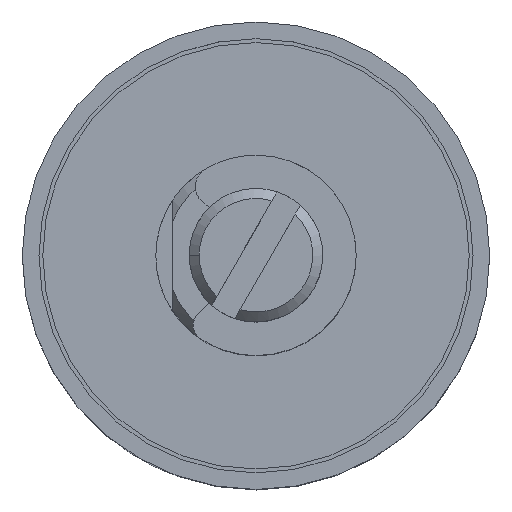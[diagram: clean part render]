
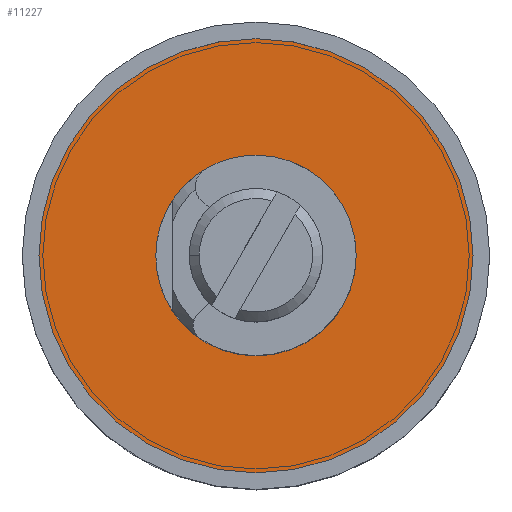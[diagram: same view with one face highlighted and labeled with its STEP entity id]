
A CAD part, top view. The second image highlights one B-rep face of the part: STEP entity #11227.
In plain terms, the highlighted planar face has unit normal (0, 0, 1).
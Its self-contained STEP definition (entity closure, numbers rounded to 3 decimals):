
#297 = AXIS2_PLACEMENT_3D ( 'NONE', #312, #7966, #1630 ) ;
#312 = CARTESIAN_POINT ( 'NONE',  ( 0., 0., 0.5 ) ) ;
#330 = EDGE_CURVE ( 'NONE', #11563, #7067, #1019, .T. ) ;
#588 = DIRECTION ( 'NONE',  ( 0., 0., -1. ) ) ;
#802 = CARTESIAN_POINT ( 'NONE',  ( 3., 0., 0.5 ) ) ;
#1019 = CIRCLE ( 'NONE', #6143, 6.5 ) ;
#1257 = AXIS2_PLACEMENT_3D ( 'NONE', #802, #2738, #4890 ) ;
#1338 = EDGE_CURVE ( 'NONE', #6380, #6748, #8709, .T. ) ;
#1630 = DIRECTION ( 'NONE',  ( 1., 0., 0. ) ) ;
#1784 = DIRECTION ( 'NONE',  ( 1., 0., 0. ) ) ;
#1925 = EDGE_CURVE ( 'NONE', #7067, #11563, #3540, .T. ) ;
#1981 = CARTESIAN_POINT ( 'NONE',  ( 0., 0., 0.5 ) ) ;
#2142 = ORIENTED_EDGE ( 'NONE', *, *, #1338, .T. ) ;
#2738 = DIRECTION ( 'NONE',  ( 0., 0., 1. ) ) ;
#2801 = DIRECTION ( 'NONE',  ( -1., 0., 0. ) ) ;
#2838 = CARTESIAN_POINT ( 'NONE',  ( 6.5, 0., 0.5 ) ) ;
#3049 = ORIENTED_EDGE ( 'NONE', *, *, #1925, .T. ) ;
#3380 = EDGE_LOOP ( 'NONE', ( #9894, #2142 ) ) ;
#3540 = CIRCLE ( 'NONE', #297, 6.5 ) ;
#3552 = CARTESIAN_POINT ( 'NONE',  ( -6.5, 0., 0.5 ) ) ;
#4376 = FACE_BOUND ( 'NONE', #3380, .T. ) ;
#4430 = EDGE_CURVE ( 'NONE', #6748, #6380, #4930, .T. ) ;
#4482 = AXIS2_PLACEMENT_3D ( 'NONE', #1981, #10427, #2801 ) ;
#4823 = ORIENTED_EDGE ( 'NONE', *, *, #330, .T. ) ;
#4890 = DIRECTION ( 'NONE',  ( 1., 0., 0. ) ) ;
#4930 = CIRCLE ( 'NONE', #5377, 3. ) ;
#5377 = AXIS2_PLACEMENT_3D ( 'NONE', #6389, #588, #10957 ) ;
#6143 = AXIS2_PLACEMENT_3D ( 'NONE', #10103, #9297, #1784 ) ;
#6380 = VERTEX_POINT ( 'NONE', #10559 ) ;
#6389 = CARTESIAN_POINT ( 'NONE',  ( 0., 0., 0.5 ) ) ;
#6748 = VERTEX_POINT ( 'NONE', #9833 ) ;
#7067 = VERTEX_POINT ( 'NONE', #2838 ) ;
#7966 = DIRECTION ( 'NONE',  ( 0., 0., 1. ) ) ;
#8362 = FACE_OUTER_BOUND ( 'NONE', #9705, .T. ) ;
#8425 = PLANE ( 'NONE',  #1257 ) ;
#8709 = CIRCLE ( 'NONE', #4482, 3. ) ;
#9297 = DIRECTION ( 'NONE',  ( 0., 0., 1. ) ) ;
#9705 = EDGE_LOOP ( 'NONE', ( #3049, #4823 ) ) ;
#9833 = CARTESIAN_POINT ( 'NONE',  ( -3., 0., 0.5 ) ) ;
#9894 = ORIENTED_EDGE ( 'NONE', *, *, #4430, .T. ) ;
#10103 = CARTESIAN_POINT ( 'NONE',  ( 0., 0., 0.5 ) ) ;
#10427 = DIRECTION ( 'NONE',  ( 0., 0., -1. ) ) ;
#10559 = CARTESIAN_POINT ( 'NONE',  ( 3., 0., 0.5 ) ) ;
#10957 = DIRECTION ( 'NONE',  ( -1., 0., 0. ) ) ;
#11227 = ADVANCED_FACE ( 'NONE', ( #4376, #8362 ), #8425, .T. ) ;
#11563 = VERTEX_POINT ( 'NONE', #3552 ) ;
